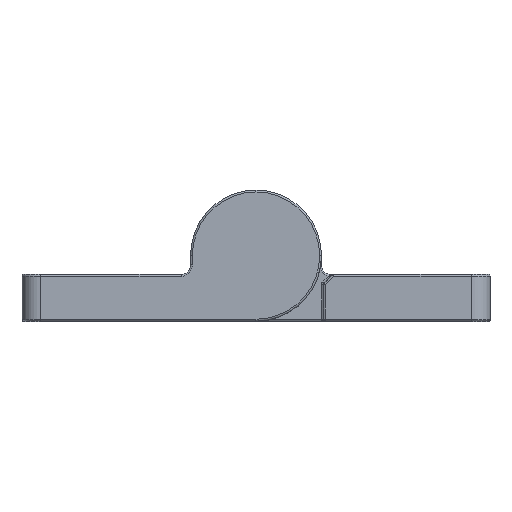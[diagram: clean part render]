
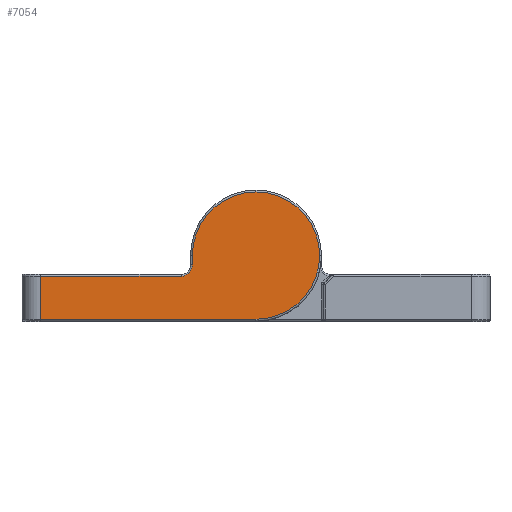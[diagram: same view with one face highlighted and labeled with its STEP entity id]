
A CAD part, top view. The second image highlights one B-rep face of the part: STEP entity #7054.
In plain terms, the highlighted planar face has unit normal (0, 0, 1).
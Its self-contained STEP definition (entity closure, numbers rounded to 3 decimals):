
#7043 = VERTEX_POINT ( 'NONE', #15742 ) ;
#7044 = ORIENTED_EDGE ( 'NONE', *, *, #7070, .T. ) ;
#7045 = ORIENTED_EDGE ( 'NONE', *, *, #7046, .T. ) ;
#7046 = EDGE_CURVE ( 'NONE', #7220, #7051, #15796, .T. ) ;
#7048 = EDGE_CURVE ( 'NONE', #7063, #7056, #15753, .T. ) ;
#7050 = EDGE_LOOP ( 'NONE', ( #7071, #7072, #7053, #7045, #7044, #7060, #7055 ) ) ;
#7051 = VERTEX_POINT ( 'NONE', #15736 ) ;
#7052 = VERTEX_POINT ( 'NONE', #15790 ) ;
#7053 = ORIENTED_EDGE ( 'NONE', *, *, #7149, .T. ) ;
#7054 = ADVANCED_FACE ( 'NONE', ( #15789 ), #15743, .T. ) ;
#7055 = ORIENTED_EDGE ( 'NONE', *, *, #7048, .T. ) ;
#7056 = VERTEX_POINT ( 'NONE', #15785 ) ;
#7060 = ORIENTED_EDGE ( 'NONE', *, *, #7061, .T. ) ;
#7061 = EDGE_CURVE ( 'NONE', #7052, #7063, #15781, .T. ) ;
#7063 = VERTEX_POINT ( 'NONE', #15771 ) ;
#7068 = EDGE_CURVE ( 'NONE', #7043, #7222, #15772, .T. ) ;
#7069 = EDGE_CURVE ( 'NONE', #7056, #7043, #15825, .T. ) ;
#7070 = EDGE_CURVE ( 'NONE', #7051, #7052, #15821, .T. ) ;
#7071 = ORIENTED_EDGE ( 'NONE', *, *, #7069, .T. ) ;
#7072 = ORIENTED_EDGE ( 'NONE', *, *, #7068, .T. ) ;
#7149 = EDGE_CURVE ( 'NONE', #7222, #7220, #15973, .T. ) ;
#7220 = VERTEX_POINT ( 'NONE', #16066 ) ;
#7222 = VERTEX_POINT ( 'NONE', #16048 ) ;
#15705 = DIRECTION ( 'NONE',  ( 0., 0., 1. ) ) ;
#15736 = CARTESIAN_POINT ( 'NONE',  ( -6.8, 7., 50. ) ) ;
#15737 = AXIS2_PLACEMENT_3D ( 'NONE', #15784, #15705, #15780 ) ;
#15742 = CARTESIAN_POINT ( 'NONE',  ( -23., 0.2, 50. ) ) ;
#15743 = PLANE ( 'NONE',  #15737 ) ;
#15753 = LINE ( 'NONE', #15788, #15787 ) ;
#15767 = DIRECTION ( 'NONE',  ( 1., 0., 0. ) ) ;
#15768 = DIRECTION ( 'NONE',  ( 0., 0., -1. ) ) ;
#15769 = CARTESIAN_POINT ( 'NONE',  ( -8., 6., 50. ) ) ;
#15770 = AXIS2_PLACEMENT_3D ( 'NONE', #15769, #15768, #15767 ) ;
#15771 = CARTESIAN_POINT ( 'NONE',  ( -8., 4.8, 50. ) ) ;
#15772 = LINE ( 'NONE', #15782, #15827 ) ;
#15780 = DIRECTION ( 'NONE',  ( 1., 0., 0. ) ) ;
#15781 = CIRCLE ( 'NONE', #15770, 1.2 ) ;
#15782 = CARTESIAN_POINT ( 'NONE',  ( 0., 0.2, 50. ) ) ;
#15784 = CARTESIAN_POINT ( 'NONE',  ( 0., 7., 50. ) ) ;
#15785 = CARTESIAN_POINT ( 'NONE',  ( -23., 4.8, 50. ) ) ;
#15786 = DIRECTION ( 'NONE',  ( -1., 0., 0. ) ) ;
#15787 = VECTOR ( 'NONE', #15786, 1000. ) ;
#15788 = CARTESIAN_POINT ( 'NONE',  ( -23., 4.8, 50. ) ) ;
#15789 = FACE_OUTER_BOUND ( 'NONE', #7050, .T. ) ;
#15790 = CARTESIAN_POINT ( 'NONE',  ( -6.8, 6., 50. ) ) ;
#15792 = DIRECTION ( 'NONE',  ( 1., 0., 0. ) ) ;
#15793 = DIRECTION ( 'NONE',  ( 0., 0., 1. ) ) ;
#15794 = CARTESIAN_POINT ( 'NONE',  ( 0., 7., 50. ) ) ;
#15795 = AXIS2_PLACEMENT_3D ( 'NONE', #15794, #15793, #15792 ) ;
#15796 = CIRCLE ( 'NONE', #15795, 6.8 ) ;
#15817 = DIRECTION ( 'NONE',  ( 0., -1., 0. ) ) ;
#15818 = VECTOR ( 'NONE', #15817, 1000. ) ;
#15819 = CARTESIAN_POINT ( 'NONE',  ( -6.8, 6., 50. ) ) ;
#15821 = LINE ( 'NONE', #15819, #15818 ) ;
#15822 = DIRECTION ( 'NONE',  ( 0., -1., 0. ) ) ;
#15823 = VECTOR ( 'NONE', #15822, 1000. ) ;
#15824 = CARTESIAN_POINT ( 'NONE',  ( -23., 0., 50. ) ) ;
#15825 = LINE ( 'NONE', #15824, #15823 ) ;
#15826 = DIRECTION ( 'NONE',  ( 1., 0., 0. ) ) ;
#15827 = VECTOR ( 'NONE', #15826, 1000. ) ;
#15964 = DIRECTION ( 'NONE',  ( 1., 0., 0. ) ) ;
#15965 = DIRECTION ( 'NONE',  ( 0., 0., 1. ) ) ;
#15968 = CARTESIAN_POINT ( 'NONE',  ( 0., 7., 50. ) ) ;
#15969 = AXIS2_PLACEMENT_3D ( 'NONE', #15968, #15965, #15964 ) ;
#15973 = CIRCLE ( 'NONE', #15969, 6.8 ) ;
#16048 = CARTESIAN_POINT ( 'NONE',  ( 0., 0.2, 50. ) ) ;
#16066 = CARTESIAN_POINT ( 'NONE',  ( 6.8, 7., 50. ) ) ;
